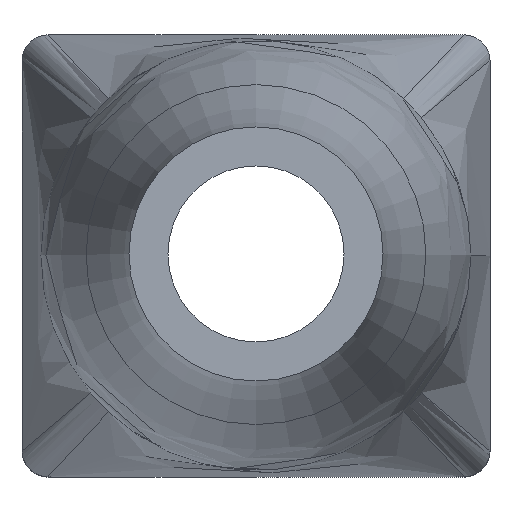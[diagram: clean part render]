
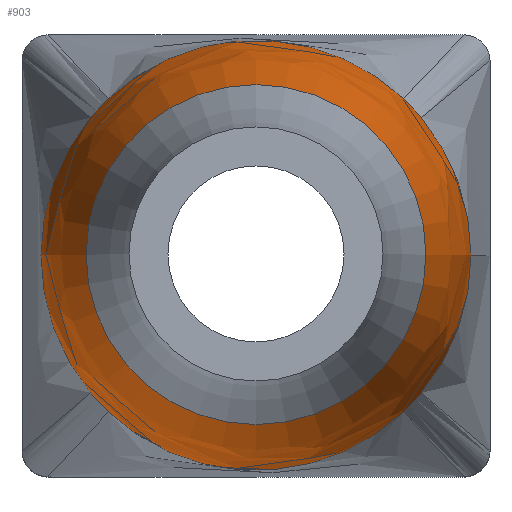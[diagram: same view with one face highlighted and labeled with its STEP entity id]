
A CAD part, top view. The second image highlights one B-rep face of the part: STEP entity #903.
In plain terms, the highlighted face is a revolution surface.
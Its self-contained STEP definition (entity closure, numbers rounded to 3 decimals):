
#529 = VERTEX_POINT('',#530);
#530 = CARTESIAN_POINT('',(-6.353,5.295,20.));
#535 = EDGE_CURVE('',#529,#536,#538,.T.);
#536 = VERTEX_POINT('',#537);
#537 = CARTESIAN_POINT('',(-6.353,-5.295,20.));
#538 = CIRCLE('',#539,8.27);
#539 = AXIS2_PLACEMENT_3D('',#540,#541,#542);
#540 = CARTESIAN_POINT('',(0.,0.,20.));
#541 = DIRECTION('',(0.,0.,1.));
#542 = DIRECTION('',(1.,0.,0.));
#573 = VERTEX_POINT('',#574);
#574 = CARTESIAN_POINT('',(-5.668,6.022,20.));
#579 = EDGE_CURVE('',#573,#529,#580,.T.);
#580 = CIRCLE('',#581,8.27);
#581 = AXIS2_PLACEMENT_3D('',#582,#583,#584);
#582 = CARTESIAN_POINT('',(0.,0.,20.));
#583 = DIRECTION('',(0.,0.,1.));
#584 = DIRECTION('',(1.,0.,0.));
#609 = VERTEX_POINT('',#610);
#610 = CARTESIAN_POINT('',(5.668,6.022,20.));
#615 = EDGE_CURVE('',#609,#573,#616,.T.);
#616 = CIRCLE('',#617,8.27);
#617 = AXIS2_PLACEMENT_3D('',#618,#619,#620);
#618 = CARTESIAN_POINT('',(0.,0.,20.));
#619 = DIRECTION('',(0.,0.,1.));
#620 = DIRECTION('',(1.,0.,0.));
#647 = VERTEX_POINT('',#648);
#648 = CARTESIAN_POINT('',(6.353,5.295,20.));
#653 = EDGE_CURVE('',#647,#609,#654,.T.);
#654 = CIRCLE('',#655,8.27);
#655 = AXIS2_PLACEMENT_3D('',#656,#657,#658);
#656 = CARTESIAN_POINT('',(0.,0.,20.));
#657 = DIRECTION('',(0.,0.,1.));
#658 = DIRECTION('',(1.,0.,0.));
#683 = VERTEX_POINT('',#684);
#684 = CARTESIAN_POINT('',(8.27,0.,20.));
#689 = EDGE_CURVE('',#683,#647,#690,.T.);
#690 = CIRCLE('',#691,8.27);
#691 = AXIS2_PLACEMENT_3D('',#692,#693,#694);
#692 = CARTESIAN_POINT('',(0.,0.,20.));
#693 = DIRECTION('',(0.,0.,1.));
#694 = DIRECTION('',(1.,0.,0.));
#717 = VERTEX_POINT('',#718);
#718 = CARTESIAN_POINT('',(6.353,-5.295,20.));
#723 = EDGE_CURVE('',#717,#683,#724,.T.);
#724 = CIRCLE('',#725,8.27);
#725 = AXIS2_PLACEMENT_3D('',#726,#727,#728);
#726 = CARTESIAN_POINT('',(0.,0.,20.));
#727 = DIRECTION('',(0.,0.,1.));
#728 = DIRECTION('',(1.,0.,0.));
#751 = VERTEX_POINT('',#752);
#752 = CARTESIAN_POINT('',(5.668,-6.022,20.));
#757 = EDGE_CURVE('',#751,#717,#758,.T.);
#758 = CIRCLE('',#759,8.27);
#759 = AXIS2_PLACEMENT_3D('',#760,#761,#762);
#760 = CARTESIAN_POINT('',(0.,0.,20.));
#761 = DIRECTION('',(0.,0.,1.));
#762 = DIRECTION('',(1.,0.,0.));
#787 = VERTEX_POINT('',#788);
#788 = CARTESIAN_POINT('',(-5.668,-6.022,20.));
#793 = EDGE_CURVE('',#787,#751,#794,.T.);
#794 = CIRCLE('',#795,8.27);
#795 = AXIS2_PLACEMENT_3D('',#796,#797,#798);
#796 = CARTESIAN_POINT('',(0.,0.,20.));
#797 = DIRECTION('',(0.,0.,1.));
#798 = DIRECTION('',(1.,0.,0.));
#825 = EDGE_CURVE('',#536,#787,#826,.T.);
#826 = CIRCLE('',#827,8.27);
#827 = AXIS2_PLACEMENT_3D('',#828,#829,#830);
#828 = CARTESIAN_POINT('',(0.,0.,20.));
#829 = DIRECTION('',(0.,0.,1.));
#830 = DIRECTION('',(1.,0.,0.));
#903 = ADVANCED_FACE('',(#904),#932,.F.);
#904 = FACE_BOUND('',#905,.F.);
#905 = EDGE_LOOP('',(#906,#907,#908,#909,#910,#911,#912,#913,#914,#915,
    #924,#931));
#906 = ORIENTED_EDGE('',*,*,#723,.F.);
#907 = ORIENTED_EDGE('',*,*,#757,.F.);
#908 = ORIENTED_EDGE('',*,*,#793,.F.);
#909 = ORIENTED_EDGE('',*,*,#825,.F.);
#910 = ORIENTED_EDGE('',*,*,#535,.F.);
#911 = ORIENTED_EDGE('',*,*,#579,.F.);
#912 = ORIENTED_EDGE('',*,*,#615,.F.);
#913 = ORIENTED_EDGE('',*,*,#653,.F.);
#914 = ORIENTED_EDGE('',*,*,#689,.F.);
#915 = ORIENTED_EDGE('',*,*,#916,.T.);
#916 = EDGE_CURVE('',#683,#917,#919,.T.);
#917 = VERTEX_POINT('',#918);
#918 = CARTESIAN_POINT('',(6.537,0.,34.846));
#919 = CIRCLE('',#920,64.456);
#920 = AXIS2_PLACEMENT_3D('',#921,#922,#923);
#921 = CARTESIAN_POINT('',(-56.186,0.,20.));
#922 = DIRECTION('',(0.,-1.,0.));
#923 = DIRECTION('',(1.,0.,0.));
#924 = ORIENTED_EDGE('',*,*,#925,.F.);
#925 = EDGE_CURVE('',#917,#917,#926,.T.);
#926 = CIRCLE('',#927,6.537);
#927 = AXIS2_PLACEMENT_3D('',#928,#929,#930);
#928 = CARTESIAN_POINT('',(0.,0.,34.846));
#929 = DIRECTION('',(0.,0.,-1.));
#930 = DIRECTION('',(1.,0.,0.));
#931 = ORIENTED_EDGE('',*,*,#916,.F.);
#932 = SURFACE_OF_REVOLUTION('',#933,#938);
#933 = CIRCLE('',#934,64.456);
#934 = AXIS2_PLACEMENT_3D('',#935,#936,#937);
#935 = CARTESIAN_POINT('',(-56.186,0.,20.));
#936 = DIRECTION('',(0.,-1.,0.));
#937 = DIRECTION('',(1.,0.,0.));
#938 = AXIS1_PLACEMENT('',#939,#940);
#939 = CARTESIAN_POINT('',(0.,0.,0.));
#940 = DIRECTION('',(-0.,0.,-1.));
